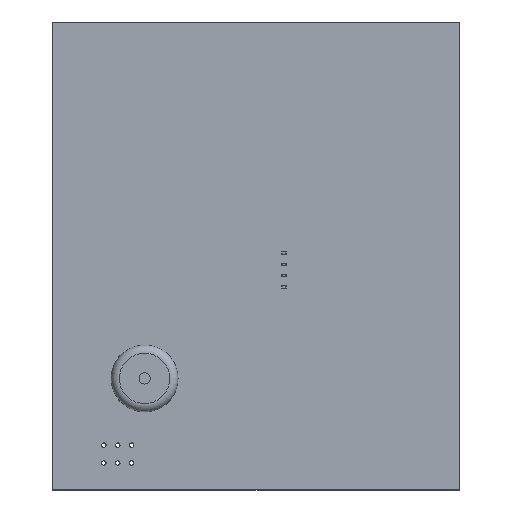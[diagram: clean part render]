
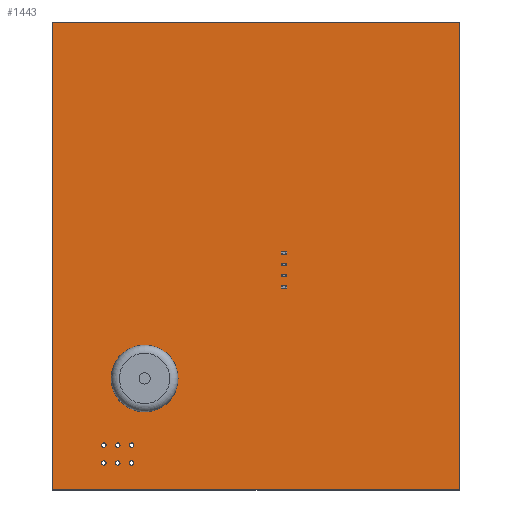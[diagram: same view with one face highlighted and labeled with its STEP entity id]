
A CAD part, top view. The second image highlights one B-rep face of the part: STEP entity #1443.
In plain terms, the highlighted planar face has unit normal (0, 0, 1).
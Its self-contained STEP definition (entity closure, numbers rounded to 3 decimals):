
#1243 = VERTEX_POINT('',#1244);
#1244 = CARTESIAN_POINT('',(176.5,-129.5,1.6));
#1250 = EDGE_CURVE('',#1243,#1251,#1253,.T.);
#1251 = VERTEX_POINT('',#1252);
#1252 = CARTESIAN_POINT('',(103.5,-129.5,1.6));
#1253 = LINE('',#1254,#1255);
#1254 = CARTESIAN_POINT('',(176.5,-129.5,1.6));
#1255 = VECTOR('',#1256,1.);
#1256 = DIRECTION('',(-1.,0.,0.));
#1283 = VERTEX_POINT('',#1284);
#1284 = CARTESIAN_POINT('',(176.5,-45.5,1.6));
#1290 = EDGE_CURVE('',#1283,#1243,#1291,.T.);
#1291 = LINE('',#1292,#1293);
#1292 = CARTESIAN_POINT('',(176.5,-45.5,1.6));
#1293 = VECTOR('',#1294,1.);
#1294 = DIRECTION('',(0.,-1.,0.));
#1312 = EDGE_CURVE('',#1251,#1313,#1315,.T.);
#1313 = VERTEX_POINT('',#1314);
#1314 = CARTESIAN_POINT('',(103.5,-45.5,1.6));
#1315 = LINE('',#1316,#1317);
#1316 = CARTESIAN_POINT('',(103.5,-129.5,1.6));
#1317 = VECTOR('',#1318,1.);
#1318 = DIRECTION('',(0.,1.,0.));
#1443 = ADVANCED_FACE('',(#1444,#1455,#1466,#1477,#1488,#1499,#1510,
    #1521,#1532),#1543,.T.);
#1444 = FACE_BOUND('',#1445,.T.);
#1445 = EDGE_LOOP('',(#1446,#1447,#1448,#1454));
#1446 = ORIENTED_EDGE('',*,*,#1250,.F.);
#1447 = ORIENTED_EDGE('',*,*,#1290,.F.);
#1448 = ORIENTED_EDGE('',*,*,#1449,.F.);
#1449 = EDGE_CURVE('',#1313,#1283,#1450,.T.);
#1450 = LINE('',#1451,#1452);
#1451 = CARTESIAN_POINT('',(103.5,-45.5,1.6));
#1452 = VECTOR('',#1453,1.);
#1453 = DIRECTION('',(1.,0.,0.));
#1454 = ORIENTED_EDGE('',*,*,#1312,.F.);
#1455 = FACE_BOUND('',#1456,.T.);
#1456 = EDGE_LOOP('',(#1457));
#1457 = ORIENTED_EDGE('',*,*,#1458,.T.);
#1458 = EDGE_CURVE('',#1459,#1459,#1461,.T.);
#1459 = VERTEX_POINT('',#1460);
#1460 = CARTESIAN_POINT('',(112.69,-125.06,1.6));
#1461 = CIRCLE('',#1462,0.4);
#1462 = AXIS2_PLACEMENT_3D('',#1463,#1464,#1465);
#1463 = CARTESIAN_POINT('',(112.69,-124.66,1.6));
#1464 = DIRECTION('',(-0.,0.,-1.));
#1465 = DIRECTION('',(-0.,-1.,0.));
#1466 = FACE_BOUND('',#1467,.T.);
#1467 = EDGE_LOOP('',(#1468));
#1468 = ORIENTED_EDGE('',*,*,#1469,.T.);
#1469 = EDGE_CURVE('',#1470,#1470,#1472,.T.);
#1470 = VERTEX_POINT('',#1471);
#1471 = CARTESIAN_POINT('',(115.19,-125.06,1.6));
#1472 = CIRCLE('',#1473,0.4);
#1473 = AXIS2_PLACEMENT_3D('',#1474,#1475,#1476);
#1474 = CARTESIAN_POINT('',(115.19,-124.66,1.6));
#1475 = DIRECTION('',(-0.,0.,-1.));
#1476 = DIRECTION('',(-0.,-1.,0.));
#1477 = FACE_BOUND('',#1478,.T.);
#1478 = EDGE_LOOP('',(#1479));
#1479 = ORIENTED_EDGE('',*,*,#1480,.T.);
#1480 = EDGE_CURVE('',#1481,#1481,#1483,.T.);
#1481 = VERTEX_POINT('',#1482);
#1482 = CARTESIAN_POINT('',(112.69,-121.86,1.6));
#1483 = CIRCLE('',#1484,0.4);
#1484 = AXIS2_PLACEMENT_3D('',#1485,#1486,#1487);
#1485 = CARTESIAN_POINT('',(112.69,-121.46,1.6));
#1486 = DIRECTION('',(-0.,0.,-1.));
#1487 = DIRECTION('',(-0.,-1.,0.));
#1488 = FACE_BOUND('',#1489,.T.);
#1489 = EDGE_LOOP('',(#1490));
#1490 = ORIENTED_EDGE('',*,*,#1491,.T.);
#1491 = EDGE_CURVE('',#1492,#1492,#1494,.T.);
#1492 = VERTEX_POINT('',#1493);
#1493 = CARTESIAN_POINT('',(115.19,-121.86,1.6));
#1494 = CIRCLE('',#1495,0.4);
#1495 = AXIS2_PLACEMENT_3D('',#1496,#1497,#1498);
#1496 = CARTESIAN_POINT('',(115.19,-121.46,1.6));
#1497 = DIRECTION('',(-0.,0.,-1.));
#1498 = DIRECTION('',(-0.,-1.,0.));
#1499 = FACE_BOUND('',#1500,.T.);
#1500 = EDGE_LOOP('',(#1501));
#1501 = ORIENTED_EDGE('',*,*,#1502,.T.);
#1502 = EDGE_CURVE('',#1503,#1503,#1505,.T.);
#1503 = VERTEX_POINT('',#1504);
#1504 = CARTESIAN_POINT('',(117.69,-125.06,1.6));
#1505 = CIRCLE('',#1506,0.4);
#1506 = AXIS2_PLACEMENT_3D('',#1507,#1508,#1509);
#1507 = CARTESIAN_POINT('',(117.69,-124.66,1.6));
#1508 = DIRECTION('',(-0.,0.,-1.));
#1509 = DIRECTION('',(-0.,-1.,0.));
#1510 = FACE_BOUND('',#1511,.T.);
#1511 = EDGE_LOOP('',(#1512));
#1512 = ORIENTED_EDGE('',*,*,#1513,.T.);
#1513 = EDGE_CURVE('',#1514,#1514,#1516,.T.);
#1514 = VERTEX_POINT('',#1515);
#1515 = CARTESIAN_POINT('',(117.69,-121.86,1.6));
#1516 = CIRCLE('',#1517,0.4);
#1517 = AXIS2_PLACEMENT_3D('',#1518,#1519,#1520);
#1518 = CARTESIAN_POINT('',(117.69,-121.46,1.6));
#1519 = DIRECTION('',(-0.,0.,-1.));
#1520 = DIRECTION('',(-0.,-1.,0.));
#1521 = FACE_BOUND('',#1522,.T.);
#1522 = EDGE_LOOP('',(#1523));
#1523 = ORIENTED_EDGE('',*,*,#1524,.T.);
#1524 = EDGE_CURVE('',#1525,#1525,#1527,.T.);
#1525 = VERTEX_POINT('',#1526);
#1526 = CARTESIAN_POINT('',(116.2,-110.,1.6));
#1527 = CIRCLE('',#1528,0.5);
#1528 = AXIS2_PLACEMENT_3D('',#1529,#1530,#1531);
#1529 = CARTESIAN_POINT('',(116.2,-109.5,1.6));
#1530 = DIRECTION('',(-0.,0.,-1.));
#1531 = DIRECTION('',(-0.,-1.,0.));
#1532 = FACE_BOUND('',#1533,.T.);
#1533 = EDGE_LOOP('',(#1534));
#1534 = ORIENTED_EDGE('',*,*,#1535,.T.);
#1535 = EDGE_CURVE('',#1536,#1536,#1538,.T.);
#1536 = VERTEX_POINT('',#1537);
#1537 = CARTESIAN_POINT('',(123.8,-110.,1.6));
#1538 = CIRCLE('',#1539,0.5);
#1539 = AXIS2_PLACEMENT_3D('',#1540,#1541,#1542);
#1540 = CARTESIAN_POINT('',(123.8,-109.5,1.6));
#1541 = DIRECTION('',(-0.,0.,-1.));
#1542 = DIRECTION('',(-0.,-1.,0.));
#1543 = PLANE('',#1544);
#1544 = AXIS2_PLACEMENT_3D('',#1545,#1546,#1547);
#1545 = CARTESIAN_POINT('',(0.,0.,1.6));
#1546 = DIRECTION('',(0.,0.,1.));
#1547 = DIRECTION('',(1.,0.,-0.));
